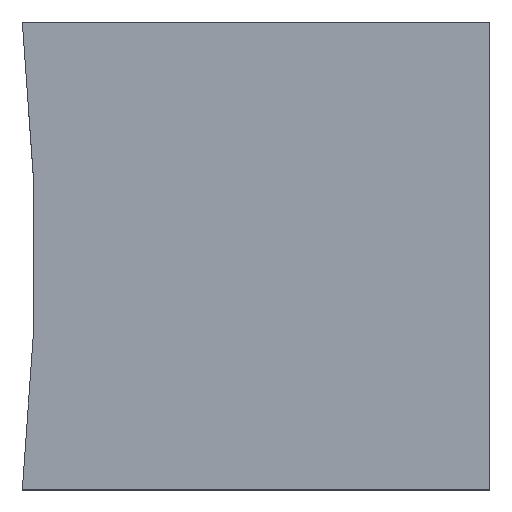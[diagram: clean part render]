
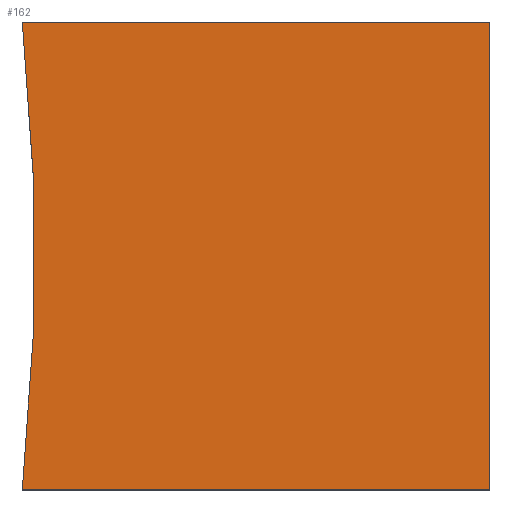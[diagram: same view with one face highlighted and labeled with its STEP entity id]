
A CAD part, top view. The second image highlights one B-rep face of the part: STEP entity #162.
In plain terms, the highlighted planar face has unit normal (0, 0, 1).
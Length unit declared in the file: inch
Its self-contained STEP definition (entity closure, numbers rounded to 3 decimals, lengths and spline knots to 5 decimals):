
#30=CARTESIAN_POINT('',(0.18114,0.016,0.025));
#31=VERTEX_POINT('',#30);
#35=CARTESIAN_POINT('',(0.18114,-0.016,0.025));
#36=DIRECTION('',(0.,1.,0.));
#37=VECTOR('',#36,1.);
#38=LINE('',#35,#37);
#39=EDGE_CURVE('',#41,#31,#38,.T.);
#40=CARTESIAN_POINT('',(0.18114,-0.016,0.025));
#41=VERTEX_POINT('',#40);
#70=CARTESIAN_POINT('',(0.14914,0.016,0.025));
#71=VERTEX_POINT('',#70);
#75=CARTESIAN_POINT('',(0.18114,0.016,0.025));
#76=DIRECTION('',(-1.,0.,0.));
#77=VECTOR('',#76,1.);
#78=LINE('',#75,#77);
#79=EDGE_CURVE('',#31,#71,#78,.T.);
#101=CARTESIAN_POINT('',(0.14914,-0.016,0.025));
#102=VERTEX_POINT('',#101);
#106=CARTESIAN_POINT('',(0.,0.,0.025));
#107=DIRECTION('',(0.,0.,1.));
#108=DIRECTION('',(1.,0.,0.));
#109=AXIS2_PLACEMENT_3D('',#106,#107,#108);
#110=CIRCLE('',#109,0.15);
#111=EDGE_CURVE('',#102,#71,#110,.T.);
#129=CARTESIAN_POINT('',(0.14914,-0.016,0.025));
#130=DIRECTION('',(1.,0.,0.));
#131=VECTOR('',#130,1.);
#132=LINE('',#129,#131);
#133=EDGE_CURVE('',#102,#41,#132,.T.);
#151=ORIENTED_EDGE('',*,*,#39,.T.);
#152=ORIENTED_EDGE('',*,*,#79,.T.);
#153=ORIENTED_EDGE('',*,*,#111,.F.);
#154=ORIENTED_EDGE('',*,*,#133,.T.);
#155=EDGE_LOOP('',(#151,#152,#153,#154));
#156=FACE_BOUND('',#155,.T.);
#157=CARTESIAN_POINT('',(0.,0.,0.025));
#158=DIRECTION('',(0.,0.,1.));
#159=DIRECTION('',(1.,0.,0.));
#160=AXIS2_PLACEMENT_3D('',#157,#158,#159);
#161=PLANE('',#160);
#162=ADVANCED_FACE('',(#156),#161,.T.);
